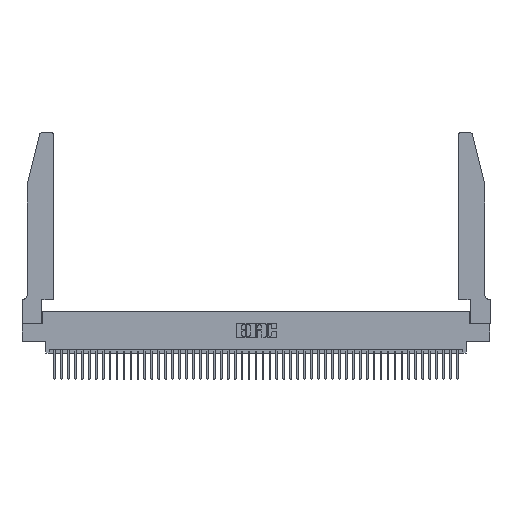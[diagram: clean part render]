
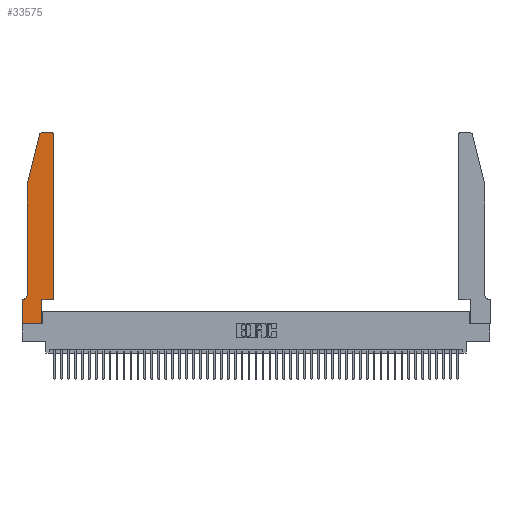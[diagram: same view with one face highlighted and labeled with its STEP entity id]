
A CAD part, top view. The second image highlights one B-rep face of the part: STEP entity #33575.
In plain terms, the highlighted planar face has unit normal (0, 0, 1).
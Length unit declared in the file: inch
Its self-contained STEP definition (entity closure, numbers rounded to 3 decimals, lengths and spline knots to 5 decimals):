
#315 = VECTOR ( 'NONE', #41071, 39.37008 ) ;
#962 = ORIENTED_EDGE ( 'NONE', *, *, #18715, .T. ) ;
#1000 = CARTESIAN_POINT ( 'NONE',  ( 0.2865, 0.35, 0.37 ) ) ;
#1264 = ORIENTED_EDGE ( 'NONE', *, *, #28298, .T. ) ;
#2122 = AXIS2_PLACEMENT_3D ( 'NONE', #21359, #2381, #2707 ) ;
#2361 = VERTEX_POINT ( 'NONE', #41044 ) ;
#2381 = DIRECTION ( 'NONE',  ( 0., 0., 1. ) ) ;
#2674 = LINE ( 'NONE', #43735, #48165 ) ;
#2707 = DIRECTION ( 'NONE',  ( 1., 0., 0. ) ) ;
#3902 = EDGE_LOOP ( 'NONE', ( #20577, #40979, #15939, #30653, #5487, #37525, #27524, #46700, #28749, #1264, #962, #25174 ) ) ;
#5402 = CARTESIAN_POINT ( 'NONE',  ( 0.25487, 2.72718, 0.37 ) ) ;
#5403 = CARTESIAN_POINT ( 'NONE',  ( 0.2605, 2.75, 0.37 ) ) ;
#5487 = ORIENTED_EDGE ( 'NONE', *, *, #40113, .T. ) ;
#5815 = CARTESIAN_POINT ( 'NONE',  ( 0.284, 2.75, 0.37 ) ) ;
#6899 = VECTOR ( 'NONE', #31174, 39.37008 ) ;
#7529 = AXIS2_PLACEMENT_3D ( 'NONE', #37852, #48760, #26651 ) ;
#7610 = VERTEX_POINT ( 'NONE', #10024 ) ;
#8177 = CARTESIAN_POINT ( 'NONE',  ( 0.0755, 2., 0.37 ) ) ;
#8658 = EDGE_CURVE ( 'NONE', #7610, #27145, #32092, .T. ) ;
#9126 = VERTEX_POINT ( 'NONE', #34982 ) ;
#9362 = VECTOR ( 'NONE', #11985, 39.37008 ) ;
#9497 = EDGE_CURVE ( 'NONE', #37984, #47126, #47332, .T. ) ;
#10024 = CARTESIAN_POINT ( 'NONE',  ( 0.2865, 0., 0.37 ) ) ;
#10785 = VECTOR ( 'NONE', #34880, 39.37008 ) ;
#10965 = DIRECTION ( 'NONE',  ( 0., 0., 1. ) ) ;
#11633 = EDGE_CURVE ( 'NONE', #30584, #9126, #2674, .T. ) ;
#11985 = DIRECTION ( 'NONE',  ( 1., 0., 0. ) ) ;
#13084 = CARTESIAN_POINT ( 'NONE',  ( 0.2865, 0.35, 0.37 ) ) ;
#13218 = CARTESIAN_POINT ( 'NONE',  ( 0., 0., 0.37 ) ) ;
#13658 = CARTESIAN_POINT ( 'NONE',  ( 0.4505, 2.72, 0.37 ) ) ;
#13661 = EDGE_CURVE ( 'NONE', #16953, #30584, #24919, .T. ) ;
#14300 = AXIS2_PLACEMENT_3D ( 'NONE', #30878, #19934, #42575 ) ;
#14831 = VERTEX_POINT ( 'NONE', #13658 ) ;
#15213 = LINE ( 'NONE', #20376, #6899 ) ;
#15939 = ORIENTED_EDGE ( 'NONE', *, *, #11633, .T. ) ;
#16780 = LINE ( 'NONE', #28871, #29790 ) ;
#16953 = VERTEX_POINT ( 'NONE', #5815 ) ;
#18180 = LINE ( 'NONE', #25856, #9362 ) ;
#18550 = EDGE_CURVE ( 'NONE', #47126, #7610, #18180, .T. ) ;
#18715 = EDGE_CURVE ( 'NONE', #40423, #14831, #15213, .T. ) ;
#19044 = VECTOR ( 'NONE', #46874, 39.37008 ) ;
#19056 = DIRECTION ( 'NONE',  ( 0., -1., 0. ) ) ;
#19934 = DIRECTION ( 'NONE',  ( 0., 0., -1. ) ) ;
#20376 = CARTESIAN_POINT ( 'NONE',  ( 0.4505, 0.35, 0.37 ) ) ;
#20577 = ORIENTED_EDGE ( 'NONE', *, *, #21680, .T. ) ;
#21359 = CARTESIAN_POINT ( 'NONE',  ( 0.4205, 2.72, 0.37 ) ) ;
#21680 = EDGE_CURVE ( 'NONE', #38443, #16953, #46266, .T. ) ;
#21886 = CARTESIAN_POINT ( 'NONE',  ( 0.0055, 0.35, 0.37 ) ) ;
#22781 = LINE ( 'NONE', #8177, #31117 ) ;
#24919 = CIRCLE ( 'NONE', #31364, 0.03 ) ;
#25174 = ORIENTED_EDGE ( 'NONE', *, *, #47411, .T. ) ;
#25856 = CARTESIAN_POINT ( 'NONE',  ( 0., 0., 0.37 ) ) ;
#26023 = FACE_OUTER_BOUND ( 'NONE', #3902, .T. ) ;
#26651 = DIRECTION ( 'NONE',  ( 1., 0., 0. ) ) ;
#27145 = VERTEX_POINT ( 'NONE', #13084 ) ;
#27524 = ORIENTED_EDGE ( 'NONE', *, *, #9497, .T. ) ;
#28298 = EDGE_CURVE ( 'NONE', #27145, #40423, #16780, .T. ) ;
#28749 = ORIENTED_EDGE ( 'NONE', *, *, #8658, .T. ) ;
#28871 = CARTESIAN_POINT ( 'NONE',  ( 0.4505, 0.35, 0.37 ) ) ;
#29012 = CARTESIAN_POINT ( 'NONE',  ( 0., 0., 0.37 ) ) ;
#29790 = VECTOR ( 'NONE', #39737, 39.37008 ) ;
#29809 = CARTESIAN_POINT ( 'NONE',  ( 0.284, 2.72, 0.37 ) ) ;
#30494 = LINE ( 'NONE', #37104, #315 ) ;
#30584 = VERTEX_POINT ( 'NONE', #5402 ) ;
#30653 = ORIENTED_EDGE ( 'NONE', *, *, #38769, .T. ) ;
#30878 = CARTESIAN_POINT ( 'NONE',  ( 0.0055, 0.42, 0.37 ) ) ;
#31117 = VECTOR ( 'NONE', #19056, 39.37008 ) ;
#31174 = DIRECTION ( 'NONE',  ( 0., 1., 0. ) ) ;
#31364 = AXIS2_PLACEMENT_3D ( 'NONE', #29809, #10965, #48279 ) ;
#32092 = LINE ( 'NONE', #1000, #10785 ) ;
#32171 = DIRECTION ( 'NONE',  ( 0., -1., 0. ) ) ;
#33575 = ADVANCED_FACE ( 'NONE', ( #26023 ), #44936, .T. ) ;
#34880 = DIRECTION ( 'NONE',  ( 0., 1., 0. ) ) ;
#34982 = CARTESIAN_POINT ( 'NONE',  ( 0.0755, 2., 0.37 ) ) ;
#36251 = EDGE_CURVE ( 'NONE', #38563, #37984, #30494, .T. ) ;
#36794 = CIRCLE ( 'NONE', #14300, 0.07 ) ;
#37104 = CARTESIAN_POINT ( 'NONE',  ( 0.0755, 0.35, 0.37 ) ) ;
#37511 = CIRCLE ( 'NONE', #2122, 0.03 ) ;
#37525 = ORIENTED_EDGE ( 'NONE', *, *, #36251, .T. ) ;
#37852 = CARTESIAN_POINT ( 'NONE',  ( 0., 0.35, 0.37 ) ) ;
#37892 = VECTOR ( 'NONE', #32171, 39.37008 ) ;
#37984 = VERTEX_POINT ( 'NONE', #41511 ) ;
#38443 = VERTEX_POINT ( 'NONE', #46374 ) ;
#38563 = VERTEX_POINT ( 'NONE', #21886 ) ;
#38769 = EDGE_CURVE ( 'NONE', #9126, #2361, #22781, .T. ) ;
#39737 = DIRECTION ( 'NONE',  ( 1., 0., 0. ) ) ;
#40113 = EDGE_CURVE ( 'NONE', #2361, #38563, #36794, .T. ) ;
#40423 = VERTEX_POINT ( 'NONE', #44513 ) ;
#40979 = ORIENTED_EDGE ( 'NONE', *, *, #13661, .T. ) ;
#41044 = CARTESIAN_POINT ( 'NONE',  ( 0.0755, 0.42, 0.37 ) ) ;
#41071 = DIRECTION ( 'NONE',  ( -1., 0., 0. ) ) ;
#41511 = CARTESIAN_POINT ( 'NONE',  ( 0., 0.35, 0.37 ) ) ;
#42575 = DIRECTION ( 'NONE',  ( -1., 0., 0. ) ) ;
#43735 = CARTESIAN_POINT ( 'NONE',  ( 0.0755, 2., 0.37 ) ) ;
#43889 = DIRECTION ( 'NONE',  ( -0.239, -0.971, 0. ) ) ;
#44513 = CARTESIAN_POINT ( 'NONE',  ( 0.4505, 0.35, 0.37 ) ) ;
#44936 = PLANE ( 'NONE',  #7529 ) ;
#46266 = LINE ( 'NONE', #5403, #19044 ) ;
#46374 = CARTESIAN_POINT ( 'NONE',  ( 0.4205, 2.75, 0.37 ) ) ;
#46700 = ORIENTED_EDGE ( 'NONE', *, *, #18550, .T. ) ;
#46874 = DIRECTION ( 'NONE',  ( -1., 0., 0. ) ) ;
#47126 = VERTEX_POINT ( 'NONE', #13218 ) ;
#47332 = LINE ( 'NONE', #29012, #37892 ) ;
#47411 = EDGE_CURVE ( 'NONE', #14831, #38443, #37511, .T. ) ;
#48165 = VECTOR ( 'NONE', #43889, 39.37008 ) ;
#48279 = DIRECTION ( 'NONE',  ( 1., 0., 0. ) ) ;
#48760 = DIRECTION ( 'NONE',  ( 0., 0., 1. ) ) ;
